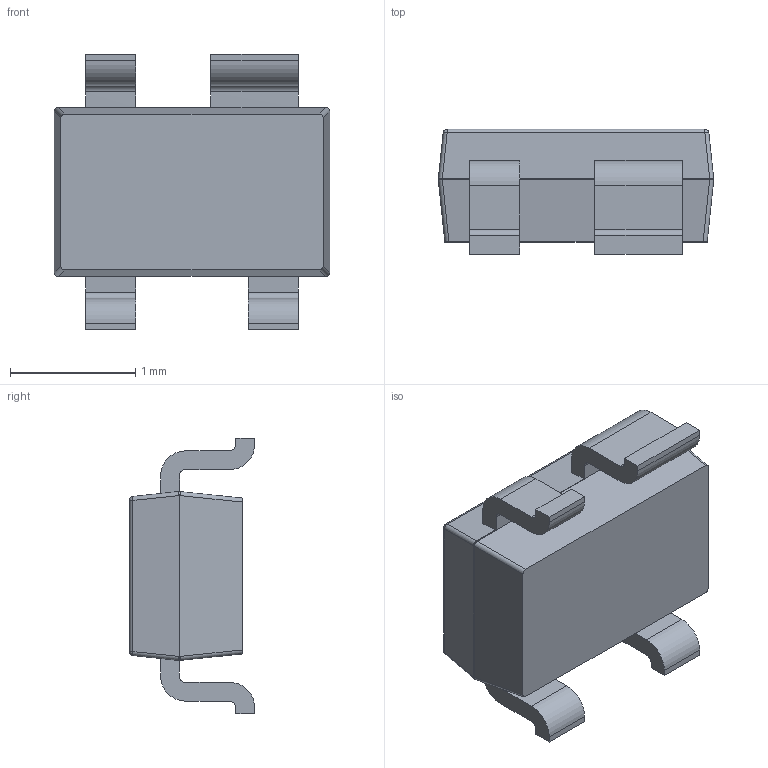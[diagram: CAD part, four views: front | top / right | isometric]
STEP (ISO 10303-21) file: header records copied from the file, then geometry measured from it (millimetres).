
FILE_DESCRIPTION (( 'STEP AP214' ), '1' );
FILE_NAME ('Infineon SOT343-4 rf.STEP', '2016-03-13T08:24:42', ( '' ), ( '' ), 'SwSTEP 2.0', 'SolidWorks 2015', '' );
FILE_SCHEMA (( 'AUTOMOTIVE_DESIGN' ));
Length unit declared in the file: millimetre
Products named in the file (1): Infineon SOT343-4 rf
Bounding box: 2.2 x 1 x 2.2 mm (x, y, z)
Volume: 2.8 mm3; surface area: 16 mm2
Topology: 1 solids, 1 shells, 95 faces, 252 edges, 154 vertices
Faces by surface type: plane 47, cylinder 38, bspline 10
Entity records: 4069 total; most frequent: CARTESIAN_POINT 658, DIRECTION 494, ORIENTED_EDGE 492, EDGE_CURVE 246, AXIS2_PLACEMENT_3D 166, LINE 162, VECTOR 162, VERTEX_POINT 154
